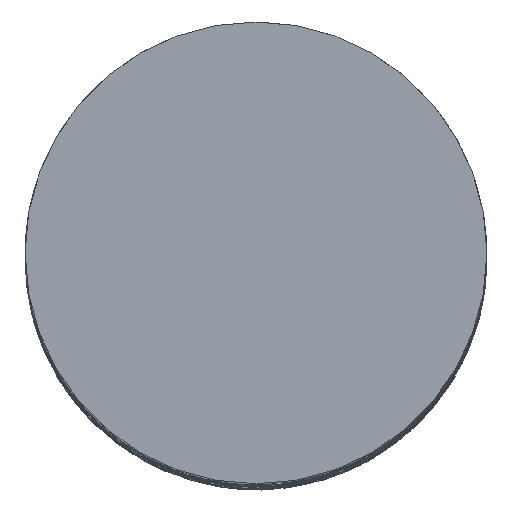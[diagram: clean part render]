
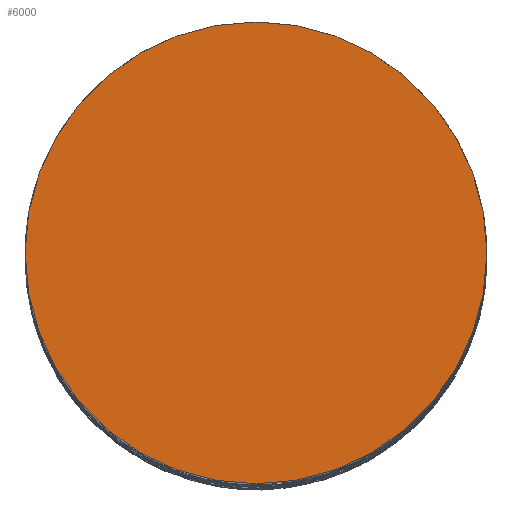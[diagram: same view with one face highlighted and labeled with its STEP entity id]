
A CAD part, top view. The second image highlights one B-rep face of the part: STEP entity #6000.
In plain terms, the highlighted planar face has unit normal (0, 0, 1).
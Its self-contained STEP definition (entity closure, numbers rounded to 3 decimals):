
#33 = CYLINDRICAL_SURFACE('',#34,35.);
#34 = AXIS2_PLACEMENT_3D('',#35,#36,#37);
#35 = CARTESIAN_POINT('',(0.,0.,518.519));
#36 = DIRECTION('',(-0.,-0.,-1.));
#37 = DIRECTION('',(1.,0.,0.));
#58 = VERTEX_POINT('',#59);
#59 = CARTESIAN_POINT('',(35.,0.,578.519));
#80 = EDGE_CURVE('',#58,#58,#81,.T.);
#81 = SURFACE_CURVE('',#82,(#87,#94),.PCURVE_S1.);
#82 = CIRCLE('',#83,35.);
#83 = AXIS2_PLACEMENT_3D('',#84,#85,#86);
#84 = CARTESIAN_POINT('',(0.,0.,578.519));
#85 = DIRECTION('',(0.,0.,1.));
#86 = DIRECTION('',(1.,0.,0.));
#87 = PCURVE('',#33,#88);
#88 = DEFINITIONAL_REPRESENTATION('',(#89),#93);
#89 = LINE('',#90,#91);
#90 = CARTESIAN_POINT('',(-0.,-60.));
#91 = VECTOR('',#92,1.);
#92 = DIRECTION('',(-1.,0.));
#93 = ( GEOMETRIC_REPRESENTATION_CONTEXT(2) 
PARAMETRIC_REPRESENTATION_CONTEXT() REPRESENTATION_CONTEXT('2D SPACE',''
  ) );
#94 = PCURVE('',#95,#100);
#95 = PLANE('',#96);
#96 = AXIS2_PLACEMENT_3D('',#97,#98,#99);
#97 = CARTESIAN_POINT('',(0.,0.,
    578.519));
#98 = DIRECTION('',(0.,0.,1.));
#99 = DIRECTION('',(1.,0.,-0.));
#100 = DEFINITIONAL_REPRESENTATION('',(#101),#105);
#101 = CIRCLE('',#102,35.);
#102 = AXIS2_PLACEMENT_2D('',#103,#104);
#103 = CARTESIAN_POINT('',(0.,0.));
#104 = DIRECTION('',(1.,0.));
#105 = ( GEOMETRIC_REPRESENTATION_CONTEXT(2) 
PARAMETRIC_REPRESENTATION_CONTEXT() REPRESENTATION_CONTEXT('2D SPACE',''
  ) );
#6000 = ADVANCED_FACE('',(#6001),#95,.T.);
#6001 = FACE_BOUND('',#6002,.T.);
#6002 = EDGE_LOOP('',(#6003));
#6003 = ORIENTED_EDGE('',*,*,#80,.T.);
